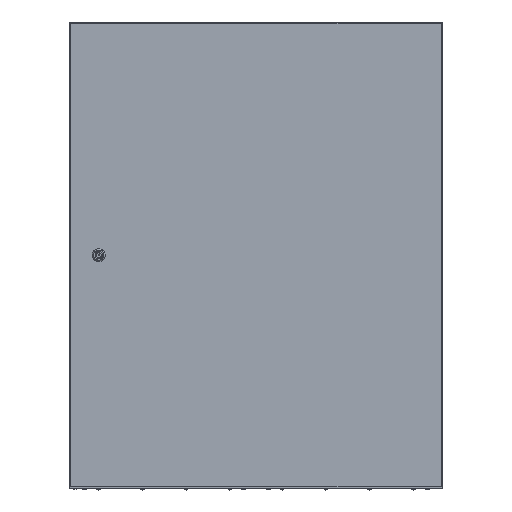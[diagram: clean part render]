
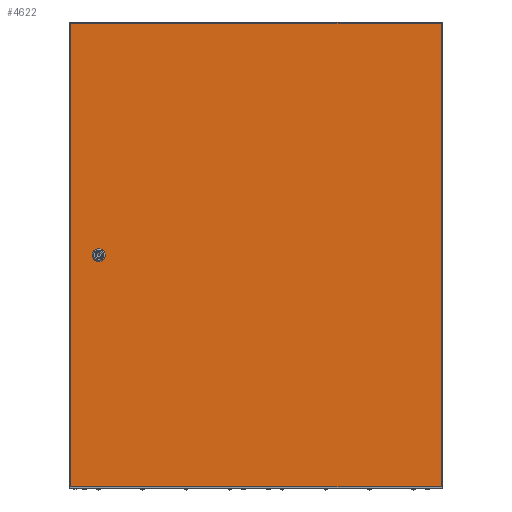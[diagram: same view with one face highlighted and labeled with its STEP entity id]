
A CAD part, top view. The second image highlights one B-rep face of the part: STEP entity #4622.
In plain terms, the highlighted planar face has unit normal (0, 0, 1).
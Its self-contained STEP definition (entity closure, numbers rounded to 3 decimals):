
#1030 = ORIENTED_EDGE ( 'NONE', *, *, #44261, .T. ) ;
#1963 = EDGE_CURVE ( 'NONE', #55118, #46108, #62894, .T. ) ;
#3024 = DIRECTION ( 'NONE',  ( 0., -1., 0. ) ) ;
#4393 = DIRECTION ( 'NONE',  ( 1., 0., 0. ) ) ;
#4622 = ADVANCED_FACE ( 'NONE', ( #67006, #48691 ), #55283, .T. ) ;
#6192 = DIRECTION ( 'NONE',  ( 0., 0., 1. ) ) ;
#6446 = EDGE_CURVE ( 'NONE', #48692, #44476, #68881, .T. ) ;
#6894 = EDGE_CURVE ( 'NONE', #38199, #12875, #40455, .T. ) ;
#7159 = ORIENTED_EDGE ( 'NONE', *, *, #38644, .F. ) ;
#8216 = EDGE_LOOP ( 'NONE', ( #17793, #26852, #79972, #1030 ) ) ;
#8941 = AXIS2_PLACEMENT_3D ( 'NONE', #73460, #67666, #10381 ) ;
#9762 = CARTESIAN_POINT ( 'NONE',  ( 72.92, 494.944, 17. ) ) ;
#10138 = DIRECTION ( 'NONE',  ( 0., 0., 1. ) ) ;
#10312 = CIRCLE ( 'NONE', #8941, 11.25 ) ;
#10381 = DIRECTION ( 'NONE',  ( 1., 0., 0. ) ) ;
#10737 = ORIENTED_EDGE ( 'NONE', *, *, #18242, .F. ) ;
#11850 = CARTESIAN_POINT ( 'NONE',  ( 2.87, 3., 17. ) ) ;
#12764 = LINE ( 'NONE', #56682, #24863 ) ;
#12875 = VERTEX_POINT ( 'NONE', #64312 ) ;
#13028 = VERTEX_POINT ( 'NONE', #53883 ) ;
#13553 = VECTOR ( 'NONE', #24820, 1000. ) ;
#13611 = VECTOR ( 'NONE', #42112, 1000. ) ;
#14863 = CARTESIAN_POINT ( 'NONE',  ( 2.87, 997., 17. ) ) ;
#14923 = CARTESIAN_POINT ( 'NONE',  ( 62.87, 500., 17. ) ) ;
#15364 = ORIENTED_EDGE ( 'NONE', *, *, #60487, .F. ) ;
#16019 = CARTESIAN_POINT ( 'NONE',  ( 796.87, 997., 17. ) ) ;
#16404 = CARTESIAN_POINT ( 'NONE',  ( 67.926, 489.95, 17. ) ) ;
#17018 = VECTOR ( 'NONE', #3024, 1000. ) ;
#17793 = ORIENTED_EDGE ( 'NONE', *, *, #1963, .T. ) ;
#18242 = EDGE_CURVE ( 'NONE', #54631, #55747, #12764, .T. ) ;
#19263 = VECTOR ( 'NONE', #42921, 1000. ) ;
#19281 = ORIENTED_EDGE ( 'NONE', *, *, #38911, .F. ) ;
#19708 = AXIS2_PLACEMENT_3D ( 'NONE', #30183, #6192, #24771 ) ;
#20087 = CARTESIAN_POINT ( 'NONE',  ( 2.87, 3., 17. ) ) ;
#20864 = CARTESIAN_POINT ( 'NONE',  ( 72.92, 505.056, 17. ) ) ;
#22772 = CARTESIAN_POINT ( 'NONE',  ( 67.926, 510.05, 17. ) ) ;
#23682 = EDGE_CURVE ( 'NONE', #46108, #38199, #74477, .T. ) ;
#24771 = DIRECTION ( 'NONE',  ( 1., 0., 0. ) ) ;
#24820 = DIRECTION ( 'NONE',  ( -1., 0., 0. ) ) ;
#24863 = VECTOR ( 'NONE', #75796, 1000. ) ;
#25883 = DIRECTION ( 'NONE',  ( 0., -1., 0. ) ) ;
#26576 = ORIENTED_EDGE ( 'NONE', *, *, #6446, .F. ) ;
#26852 = ORIENTED_EDGE ( 'NONE', *, *, #23682, .T. ) ;
#28935 = AXIS2_PLACEMENT_3D ( 'NONE', #14923, #40208, #65563 ) ;
#30183 = CARTESIAN_POINT ( 'NONE',  ( 62.87, 500., 17. ) ) ;
#38156 = EDGE_CURVE ( 'NONE', #55407, #54631, #38234, .T. ) ;
#38199 = VERTEX_POINT ( 'NONE', #75837 ) ;
#38234 = CIRCLE ( 'NONE', #19708, 11.25 ) ;
#38644 = EDGE_CURVE ( 'NONE', #45351, #43030, #41966, .T. ) ;
#38911 = EDGE_CURVE ( 'NONE', #55747, #48692, #76681, .T. ) ;
#40208 = DIRECTION ( 'NONE',  ( 0., 0., 1. ) ) ;
#40455 = LINE ( 'NONE', #16019, #13611 ) ;
#40719 = CARTESIAN_POINT ( 'NONE',  ( 52.82, 494.944, 17. ) ) ;
#41400 = LINE ( 'NONE', #66745, #69588 ) ;
#41966 = LINE ( 'NONE', #40719, #17018 ) ;
#42112 = DIRECTION ( 'NONE',  ( 0., 1., 0. ) ) ;
#42491 = EDGE_CURVE ( 'NONE', #13028, #55407, #74078, .T. ) ;
#42758 = VECTOR ( 'NONE', #25883, 1000. ) ;
#42921 = DIRECTION ( 'NONE',  ( 1., 0., 0. ) ) ;
#42995 = CARTESIAN_POINT ( 'NONE',  ( 62.87, 500., 17. ) ) ;
#43030 = VERTEX_POINT ( 'NONE', #60900 ) ;
#44261 = EDGE_CURVE ( 'NONE', #12875, #55118, #41400, .T. ) ;
#44476 = VERTEX_POINT ( 'NONE', #45360 ) ;
#45351 = VERTEX_POINT ( 'NONE', #59487 ) ;
#45360 = CARTESIAN_POINT ( 'NONE',  ( 57.814, 510.05, 17. ) ) ;
#46108 = VERTEX_POINT ( 'NONE', #20087 ) ;
#46226 = ORIENTED_EDGE ( 'NONE', *, *, #38156, .F. ) ;
#46416 = AXIS2_PLACEMENT_3D ( 'NONE', #49093, #10138, #80646 ) ;
#48691 = FACE_OUTER_BOUND ( 'NONE', #8216, .T. ) ;
#48692 = VERTEX_POINT ( 'NONE', #22772 ) ;
#49093 = CARTESIAN_POINT ( 'NONE',  ( 0., 0., 17. ) ) ;
#50846 = VECTOR ( 'NONE', #4393, 1000. ) ;
#51328 = ORIENTED_EDGE ( 'NONE', *, *, #42491, .F. ) ;
#53883 = CARTESIAN_POINT ( 'NONE',  ( 57.814, 489.95, 17. ) ) ;
#54631 = VERTEX_POINT ( 'NONE', #9762 ) ;
#55118 = VERTEX_POINT ( 'NONE', #14863 ) ;
#55283 = PLANE ( 'NONE',  #46416 ) ;
#55407 = VERTEX_POINT ( 'NONE', #57883 ) ;
#55524 = CARTESIAN_POINT ( 'NONE',  ( 67.926, 510.05, 17. ) ) ;
#55747 = VERTEX_POINT ( 'NONE', #20864 ) ;
#56658 = DIRECTION ( 'NONE',  ( 0., 0., 1. ) ) ;
#56682 = CARTESIAN_POINT ( 'NONE',  ( 72.92, 494.944, 17. ) ) ;
#57883 = CARTESIAN_POINT ( 'NONE',  ( 67.926, 489.95, 17. ) ) ;
#59487 = CARTESIAN_POINT ( 'NONE',  ( 52.82, 505.056, 17. ) ) ;
#60487 = EDGE_CURVE ( 'NONE', #44476, #45351, #77530, .T. ) ;
#60900 = CARTESIAN_POINT ( 'NONE',  ( 52.82, 494.944, 17. ) ) ;
#61062 = EDGE_CURVE ( 'NONE', #43030, #13028, #10312, .T. ) ;
#62133 = ORIENTED_EDGE ( 'NONE', *, *, #61062, .F. ) ;
#62894 = LINE ( 'NONE', #75738, #42758 ) ;
#62996 = AXIS2_PLACEMENT_3D ( 'NONE', #42995, #56658, #81601 ) ;
#64312 = CARTESIAN_POINT ( 'NONE',  ( 796.87, 997., 17. ) ) ;
#65563 = DIRECTION ( 'NONE',  ( 1., 0., 0. ) ) ;
#66745 = CARTESIAN_POINT ( 'NONE',  ( 2.87, 997., 17. ) ) ;
#67006 = FACE_BOUND ( 'NONE', #75369, .T. ) ;
#67666 = DIRECTION ( 'NONE',  ( 0., 0., 1. ) ) ;
#68881 = LINE ( 'NONE', #55524, #13553 ) ;
#69588 = VECTOR ( 'NONE', #73373, 1000. ) ;
#73373 = DIRECTION ( 'NONE',  ( -1., 0., 0. ) ) ;
#73460 = CARTESIAN_POINT ( 'NONE',  ( 62.87, 500., 17. ) ) ;
#74078 = LINE ( 'NONE', #16404, #50846 ) ;
#74477 = LINE ( 'NONE', #11850, #19263 ) ;
#75369 = EDGE_LOOP ( 'NONE', ( #19281, #10737, #46226, #51328, #62133, #7159, #15364, #26576 ) ) ;
#75738 = CARTESIAN_POINT ( 'NONE',  ( 2.87, 997., 17. ) ) ;
#75796 = DIRECTION ( 'NONE',  ( 0., 1., 0. ) ) ;
#75837 = CARTESIAN_POINT ( 'NONE',  ( 796.87, 3., 17. ) ) ;
#76681 = CIRCLE ( 'NONE', #28935, 11.25 ) ;
#77530 = CIRCLE ( 'NONE', #62996, 11.25 ) ;
#79972 = ORIENTED_EDGE ( 'NONE', *, *, #6894, .T. ) ;
#80646 = DIRECTION ( 'NONE',  ( 1., 0., 0. ) ) ;
#81601 = DIRECTION ( 'NONE',  ( 1., 0., 0. ) ) ;
